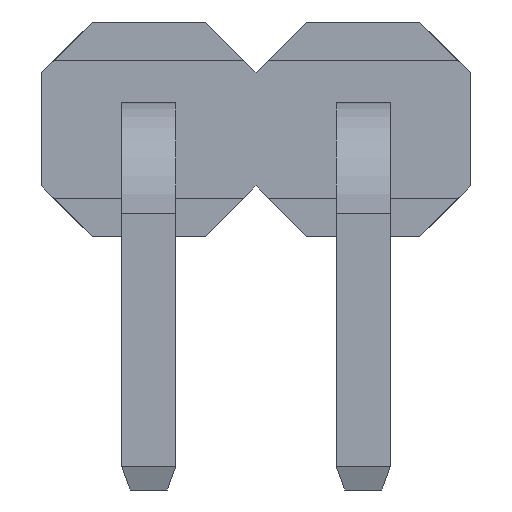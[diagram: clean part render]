
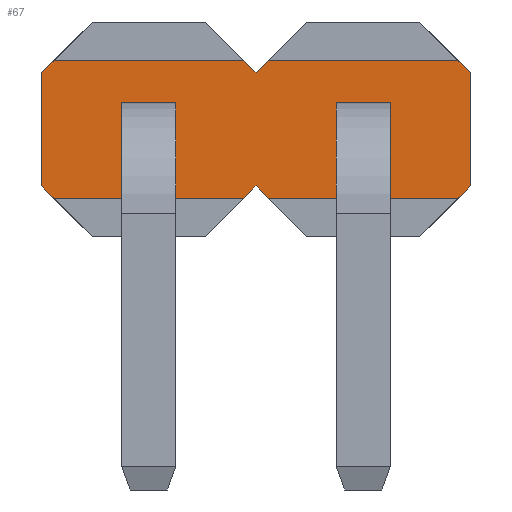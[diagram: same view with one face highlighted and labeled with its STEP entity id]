
A CAD part, front view. The second image highlights one B-rep face of the part: STEP entity #67.
In plain terms, the highlighted planar face has unit normal (0, -1, 0).
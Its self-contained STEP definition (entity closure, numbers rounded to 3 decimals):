
#67=ADVANCED_FACE('',(#681,#683,#685),#687,.T.);
#681=FACE_BOUND('',#682,.T.);
#682=EDGE_LOOP('',(#1176,#1177,#1178,#1179,#1180,#1181,#1182,#1183,#1184,#1185,#1186,
#1187,#1188,#1189));
#683=FACE_BOUND('',#684,.T.);
#684=EDGE_LOOP('',(#1190,#1191,#1192,#1193));
#685=FACE_BOUND('',#686,.T.);
#686=EDGE_LOOP('',(#1194,#1195,#1196,#1197));
#687=PLANE('',#688);
#688=AXIS2_PLACEMENT_3D('',#689,#690,#691);
#689=CARTESIAN_POINT('',(0.,2.04,0.));
#690=DIRECTION('',(0.,-1.,-0.));
#691=DIRECTION('',(1.,0.,0.));
#1176=ORIENTED_EDGE('',*,*,#1516,.F.);
#1177=ORIENTED_EDGE('',*,*,#1517,.T.);
#1178=ORIENTED_EDGE('',*,*,#1518,.F.);
#1179=ORIENTED_EDGE('',*,*,#1519,.F.);
#1180=ORIENTED_EDGE('',*,*,#1520,.F.);
#1181=ORIENTED_EDGE('',*,*,#1521,.T.);
#1182=ORIENTED_EDGE('',*,*,#1522,.F.);
#1183=ORIENTED_EDGE('',*,*,#1523,.F.);
#1184=ORIENTED_EDGE('',*,*,#1524,.T.);
#1185=ORIENTED_EDGE('',*,*,#1525,.F.);
#1186=ORIENTED_EDGE('',*,*,#1526,.F.);
#1187=ORIENTED_EDGE('',*,*,#1527,.F.);
#1188=ORIENTED_EDGE('',*,*,#1528,.T.);
#1189=ORIENTED_EDGE('',*,*,#1529,.F.);
#1190=ORIENTED_EDGE('',*,*,#1530,.F.);
#1191=ORIENTED_EDGE('',*,*,#1531,.F.);
#1192=ORIENTED_EDGE('',*,*,#1532,.F.);
#1193=ORIENTED_EDGE('',*,*,#1533,.F.);
#1194=ORIENTED_EDGE('',*,*,#1534,.F.);
#1195=ORIENTED_EDGE('',*,*,#1535,.F.);
#1196=ORIENTED_EDGE('',*,*,#1536,.F.);
#1197=ORIENTED_EDGE('',*,*,#1537,.F.);
#1516=EDGE_CURVE('',#1708,#1709,#1710,.T.);
#1517=EDGE_CURVE('',#1708,#1711,#1712,.T.);
#1518=EDGE_CURVE('',#1713,#1711,#1714,.T.);
#1519=EDGE_CURVE('',#1715,#1713,#1716,.T.);
#1520=EDGE_CURVE('',#1717,#1715,#1718,.T.);
#1521=EDGE_CURVE('',#1717,#1719,#1720,.T.);
#1522=EDGE_CURVE('',#1721,#1719,#1722,.T.);
#1523=EDGE_CURVE('',#1723,#1721,#1724,.T.);
#1524=EDGE_CURVE('',#1723,#1725,#1726,.T.);
#1525=EDGE_CURVE('',#1727,#1725,#1728,.T.);
#1526=EDGE_CURVE('',#1729,#1727,#1730,.T.);
#1527=EDGE_CURVE('',#1731,#1729,#1732,.T.);
#1528=EDGE_CURVE('',#1731,#1733,#1734,.T.);
#1529=EDGE_CURVE('',#1709,#1733,#1735,.T.);
#1530=EDGE_CURVE('',#1736,#1737,#1738,.T.);
#1531=EDGE_CURVE('',#1739,#1736,#1740,.T.);
#1532=EDGE_CURVE('',#1741,#1739,#1742,.T.);
#1533=EDGE_CURVE('',#1737,#1741,#1743,.T.);
#1534=EDGE_CURVE('',#1744,#1745,#1746,.T.);
#1535=EDGE_CURVE('',#1747,#1744,#1748,.T.);
#1536=EDGE_CURVE('',#1749,#1747,#1750,.T.);
#1537=EDGE_CURVE('',#1745,#1749,#1751,.T.);
#1708=VERTEX_POINT('',#2030);
#1709=VERTEX_POINT('',#2031);
#1710=LINE('',#2032,#2033);
#1711=VERTEX_POINT('',#2035);
#1712=LINE('',#2036,#2037);
#1713=VERTEX_POINT('',#2039);
#1714=LINE('',#2040,#2041);
#1715=VERTEX_POINT('',#2043);
#1716=LINE('',#2044,#2045);
#1717=VERTEX_POINT('',#2047);
#1718=LINE('',#2048,#2049);
#1719=VERTEX_POINT('',#2051);
#1720=LINE('',#2052,#2053);
#1721=VERTEX_POINT('',#2055);
#1722=LINE('',#2056,#2057);
#1723=VERTEX_POINT('',#2059);
#1724=LINE('',#2060,#2061);
#1725=VERTEX_POINT('',#2063);
#1726=LINE('',#2064,#2065);
#1727=VERTEX_POINT('',#2067);
#1728=LINE('',#2068,#2069);
#1729=VERTEX_POINT('',#2071);
#1730=LINE('',#2072,#2073);
#1731=VERTEX_POINT('',#2075);
#1732=LINE('',#2076,#2077);
#1733=VERTEX_POINT('',#2079);
#1734=LINE('',#2080,#2081);
#1735=LINE('',#2083,#2084);
#1736=VERTEX_POINT('',#2086);
#1737=VERTEX_POINT('',#2087);
#1738=LINE('',#2088,#2089);
#1739=VERTEX_POINT('',#2091);
#1740=LINE('',#2092,#2093);
#1741=VERTEX_POINT('',#2095);
#1742=LINE('',#2096,#2097);
#1743=LINE('',#2099,#2100);
#1744=VERTEX_POINT('',#2102);
#1745=VERTEX_POINT('',#2103);
#1746=LINE('',#2104,#2105);
#1747=VERTEX_POINT('',#2107);
#1748=LINE('',#2108,#2109);
#1749=VERTEX_POINT('',#2111);
#1750=LINE('',#2112,#2113);
#1751=LINE('',#2115,#2116);
#2030=CARTESIAN_POINT('',(1.12,2.04,2.09));
#2031=CARTESIAN_POINT('',(1.27,2.04,1.94));
#2032=CARTESIAN_POINT('',(1.12,2.04,2.09));
#2033=VECTOR('',#2034,1.);
#2034=DIRECTION('',(0.707,0.,-0.707));
#2035=CARTESIAN_POINT('',(-1.12,2.04,2.09));
#2036=CARTESIAN_POINT('',(1.12,2.04,2.09));
#2037=VECTOR('',#2038,1.);
#2038=DIRECTION('',(-1.,0.,0.));
#2039=CARTESIAN_POINT('',(-1.27,2.04,1.94));
#2040=CARTESIAN_POINT('',(-1.27,2.04,1.94));
#2041=VECTOR('',#2042,1.);
#2042=DIRECTION('',(0.707,0.,0.707));
#2043=CARTESIAN_POINT('',(-1.27,2.04,0.6));
#2044=CARTESIAN_POINT('',(-1.27,2.04,0.6));
#2045=VECTOR('',#2046,1.);
#2046=DIRECTION('',(0.,0.,1.));
#2047=CARTESIAN_POINT('',(-1.12,2.04,0.45));
#2048=CARTESIAN_POINT('',(-1.12,2.04,0.45));
#2049=VECTOR('',#2050,1.);
#2050=DIRECTION('',(-0.707,0.,0.707));
#2051=CARTESIAN_POINT('',(1.12,2.04,0.45));
#2052=CARTESIAN_POINT('',(-1.12,2.04,0.45));
#2053=VECTOR('',#2054,1.);
#2054=DIRECTION('',(1.,0.,0.));
#2055=CARTESIAN_POINT('',(1.27,2.04,0.6));
#2056=CARTESIAN_POINT('',(1.27,2.04,0.6));
#2057=VECTOR('',#2058,1.);
#2058=DIRECTION('',(-0.707,0.,-0.707));
#2059=CARTESIAN_POINT('',(1.42,2.04,0.45));
#2060=CARTESIAN_POINT('',(1.42,2.04,0.45));
#2061=VECTOR('',#2062,1.);
#2062=DIRECTION('',(-0.707,0.,0.707));
#2063=CARTESIAN_POINT('',(3.66,2.04,0.45));
#2064=CARTESIAN_POINT('',(1.42,2.04,0.45));
#2065=VECTOR('',#2066,1.);
#2066=DIRECTION('',(1.,0.,0.));
#2067=CARTESIAN_POINT('',(3.81,2.04,0.6));
#2068=CARTESIAN_POINT('',(3.81,2.04,0.6));
#2069=VECTOR('',#2070,1.);
#2070=DIRECTION('',(-0.707,0.,-0.707));
#2071=CARTESIAN_POINT('',(3.81,2.04,1.94));
#2072=CARTESIAN_POINT('',(3.81,2.04,1.94));
#2073=VECTOR('',#2074,1.);
#2074=DIRECTION('',(0.,0.,-1.));
#2075=CARTESIAN_POINT('',(3.66,2.04,2.09));
#2076=CARTESIAN_POINT('',(3.66,2.04,2.09));
#2077=VECTOR('',#2078,1.);
#2078=DIRECTION('',(0.707,0.,-0.707));
#2079=CARTESIAN_POINT('',(1.42,2.04,2.09));
#2080=CARTESIAN_POINT('',(3.66,2.04,2.09));
#2081=VECTOR('',#2082,1.);
#2082=DIRECTION('',(-1.,0.,0.));
#2083=CARTESIAN_POINT('',(1.27,2.04,1.94));
#2084=VECTOR('',#2085,1.);
#2085=DIRECTION('',(0.707,0.,0.707));
#2086=CARTESIAN_POINT('',(2.22,2.04,1.59));
#2087=CARTESIAN_POINT('',(2.22,2.04,0.95));
#2088=CARTESIAN_POINT('',(2.22,2.04,1.59));
#2089=VECTOR('',#2090,1.);
#2090=DIRECTION('',(0.,0.,-1.));
#2091=CARTESIAN_POINT('',(2.86,2.04,1.59));
#2092=CARTESIAN_POINT('',(2.86,2.04,1.59));
#2093=VECTOR('',#2094,1.);
#2094=DIRECTION('',(-1.,0.,0.));
#2095=CARTESIAN_POINT('',(2.86,2.04,0.95));
#2096=CARTESIAN_POINT('',(2.86,2.04,0.95));
#2097=VECTOR('',#2098,1.);
#2098=DIRECTION('',(0.,0.,1.));
#2099=CARTESIAN_POINT('',(2.22,2.04,0.95));
#2100=VECTOR('',#2101,1.);
#2101=DIRECTION('',(1.,0.,0.));
#2102=CARTESIAN_POINT('',(-0.32,2.04,1.59));
#2103=CARTESIAN_POINT('',(-0.32,2.04,0.95));
#2104=CARTESIAN_POINT('',(-0.32,2.04,1.59));
#2105=VECTOR('',#2106,1.);
#2106=DIRECTION('',(0.,0.,-1.));
#2107=CARTESIAN_POINT('',(0.32,2.04,1.59));
#2108=CARTESIAN_POINT('',(0.32,2.04,1.59));
#2109=VECTOR('',#2110,1.);
#2110=DIRECTION('',(-1.,0.,0.));
#2111=CARTESIAN_POINT('',(0.32,2.04,0.95));
#2112=CARTESIAN_POINT('',(0.32,2.04,0.95));
#2113=VECTOR('',#2114,1.);
#2114=DIRECTION('',(0.,0.,1.));
#2115=CARTESIAN_POINT('',(-0.32,2.04,0.95));
#2116=VECTOR('',#2117,1.);
#2117=DIRECTION('',(1.,0.,0.));
